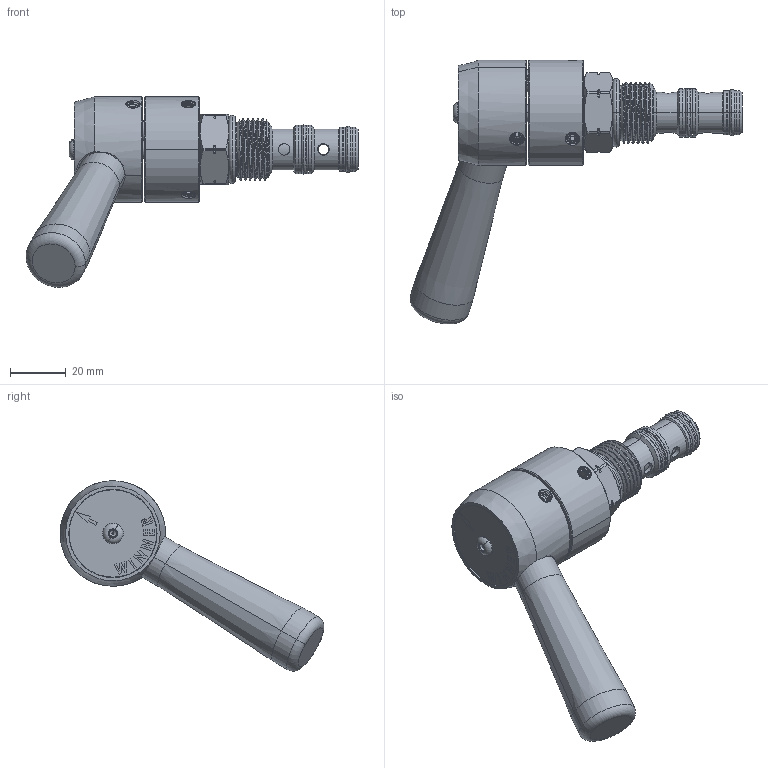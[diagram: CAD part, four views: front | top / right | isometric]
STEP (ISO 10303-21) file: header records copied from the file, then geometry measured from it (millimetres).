
FILE_DESCRIPTION (( 'STEP AP203' ), '1' );
FILE_NAME ('DR10W3A11R-1.STEP', '2022-11-24T07:17:52', ( '' ), ( '' ), 'SwSTEP 2.0', 'SolidWorks 2018', '' );
FILE_SCHEMA (( 'CONFIG_CONTROL_DESIGN' ));
Length unit declared in the file: millimetre
Products named in the file (1): DR10W3A11R-1
Bounding box: 119.26 x 94.74 x 68.45 mm (x, y, z)
Volume: 76766.4 mm3; surface area: 25251.4 mm2
Topology: 8 solids, 10 shells, 774 faces, 2016 edges, 1282 vertices
Faces by surface type: cylinder 319, plane 207, cone 130, bspline 82, torus 36
Entity records: 89427 total; most frequent: CARTESIAN_POINT 72357, ORIENTED_EDGE 4004, DIRECTION 2984, EDGE_CURVE 2002, VERTEX_POINT 1282, AXIS2_PLACEMENT_3D 1129, EDGE_LOOP 834, ADVANCED_FACE 774
